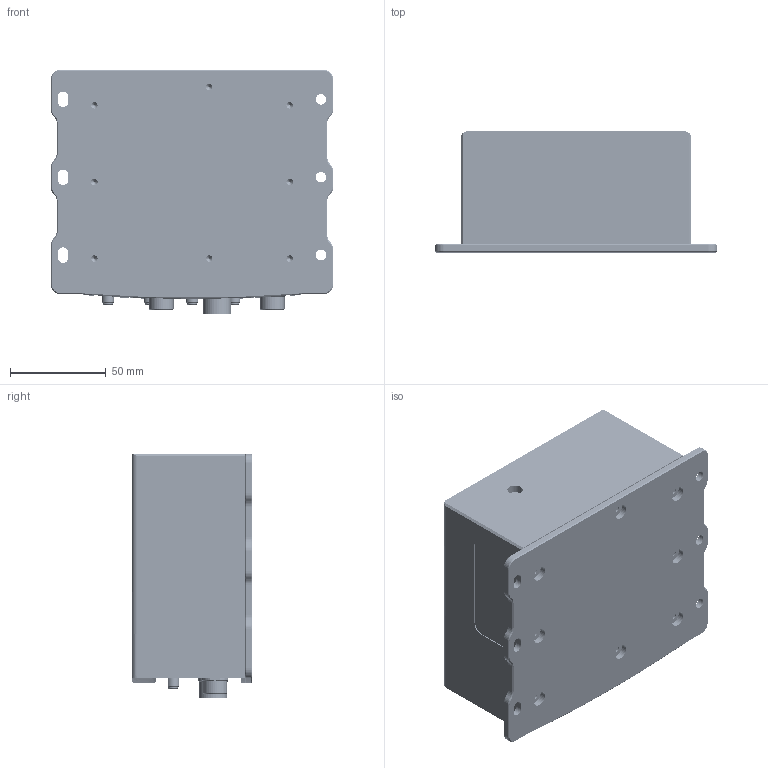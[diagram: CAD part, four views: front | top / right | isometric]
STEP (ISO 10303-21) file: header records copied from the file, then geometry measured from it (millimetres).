
FILE_DESCRIPTION (( 'STEP AP214' ), '1' );
FILE_NAME ('1228_Non-SAASM.STEP', '2021-03-24T17:50:53', ( '' ), ( '' ), 'SwSTEP 2.0', 'SolidWorks 2019', '' );
FILE_SCHEMA (( 'AUTOMOTIVE_DESIGN' ));
Length unit declared in the file: millimetre
Products named in the file (12): 1228-1000-0718; 1228-1000-0706_INSTALLED; CA01R-SAMM-0150; 1228-0000-F001_connectors_NO SAASM; 1228-1000-0719; 1228-1000-0762; 1228-1000-0721; 1228-1000-0742_Model; 1228-1000-0762_SCREEN; BSOS-M3-10; 1228_Non-SAASM
Assembly tree (24 placements, depth 3):
  1228_Non-SAASM
    1228-1000-0762
      1228-1000-0762
      BSOS-M3-10  x2
      1228-1000-0718  x8
      1228-1000-0762_SCREEN
    1228-1000-0721
    1228-1000-0719
    1228-1000-0706_INSTALLED  x2
    1228-1000-0742_Model
    1228-0000-F001_connectors_NO SAASM
    CA01R-SAMM-0150  x5
Bounding box: 147.32 x 63 x 127.5 mm (x, y, z)
Volume: 268763.3 mm3; surface area: 171338.4 mm2
Topology: 83 solids, 110 shells, 6681 faces, 17335 edges, 11078 vertices
Faces by surface type: plane 2553, cylinder 2235, cone 954, bspline 621, torus 302, sphere 16
Entity records: 252025 total; most frequent: CARTESIAN_POINT 74192, ORIENTED_EDGE 28816, DIRECTION 26989, EDGE_CURVE 14411, AXIS2_PLACEMENT_3D 9894, VERTEX_POINT 9325, VECTOR 7201, LINE 7201
